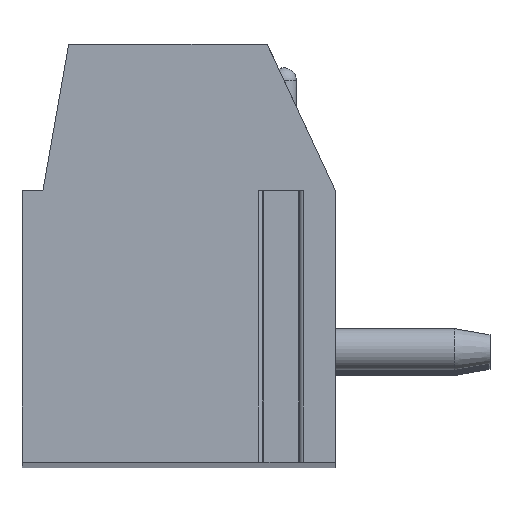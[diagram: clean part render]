
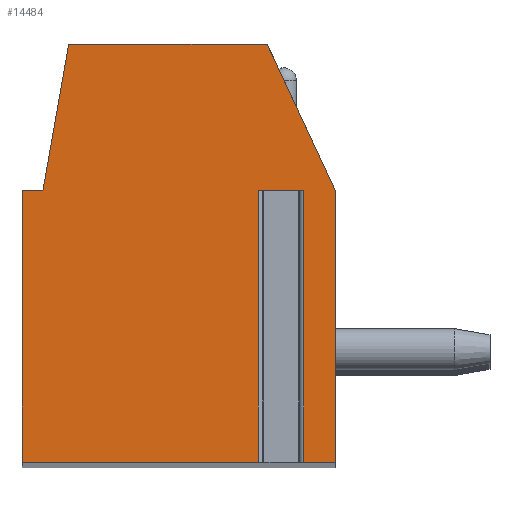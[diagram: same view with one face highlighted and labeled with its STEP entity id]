
A CAD part, top view. The second image highlights one B-rep face of the part: STEP entity #14484.
In plain terms, the highlighted planar face has unit normal (0, 0, 1).
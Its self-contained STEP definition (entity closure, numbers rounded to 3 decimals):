
#13=DIRECTION('',(-1.,0.,0.));
#14=VECTOR('',#13,1.097);
#15=CARTESIAN_POINT('',(2.998,1.5,73.66));
#16=LINE('',#15,#14);
#17=DIRECTION('',(0.,-1.,0.));
#18=VECTOR('',#17,6.5);
#19=CARTESIAN_POINT('',(1.902,1.5,73.66));
#20=LINE('',#19,#18);
#21=DIRECTION('',(1.,0.,0.));
#22=VECTOR('',#21,5.652);
#23=CARTESIAN_POINT('',(-3.75,-5.,73.66));
#24=LINE('',#23,#22);
#25=DIRECTION('',(0.,-1.,0.));
#26=VECTOR('',#25,6.5);
#27=CARTESIAN_POINT('',(-3.75,1.5,73.66));
#28=LINE('',#27,#26);
#29=DIRECTION('',(-1.,0.,0.));
#30=VECTOR('',#29,0.5);
#31=CARTESIAN_POINT('',(-3.25,1.5,73.66));
#32=LINE('',#31,#30);
#33=DIRECTION('',(-0.174,-0.985,0.));
#34=VECTOR('',#33,3.554);
#35=CARTESIAN_POINT('',(-2.633,5.,73.66));
#36=LINE('',#35,#34);
#37=DIRECTION('',(-1.,0.,0.));
#38=VECTOR('',#37,4.751);
#39=CARTESIAN_POINT('',(2.118,5.,73.66));
#40=LINE('',#39,#38);
#41=DIRECTION('',(-0.423,0.906,0.));
#42=VECTOR('',#41,3.862);
#43=CARTESIAN_POINT('',(3.75,1.5,73.66));
#44=LINE('',#43,#42);
#45=DIRECTION('',(0.,1.,0.));
#46=VECTOR('',#45,6.5);
#47=CARTESIAN_POINT('',(3.75,-5.,73.66));
#48=LINE('',#47,#46);
#49=DIRECTION('',(1.,0.,0.));
#50=VECTOR('',#49,0.752);
#51=CARTESIAN_POINT('',(2.998,-5.,73.66));
#52=LINE('',#51,#50);
#53=DIRECTION('',(0.,-1.,0.));
#54=VECTOR('',#53,6.5);
#55=CARTESIAN_POINT('',(2.998,1.5,73.66));
#56=LINE('',#55,#54);
#11485=CARTESIAN_POINT('',(-2.633,5.,73.66));
#11486=CARTESIAN_POINT('',(-3.25,1.5,73.66));
#11487=VERTEX_POINT('',#11485);
#11488=VERTEX_POINT('',#11486);
#11489=CARTESIAN_POINT('',(-3.75,1.5,73.66));
#11490=VERTEX_POINT('',#11489);
#11491=CARTESIAN_POINT('',(-3.75,-5.,73.66));
#11492=VERTEX_POINT('',#11491);
#11493=CARTESIAN_POINT('',(3.75,-5.,73.66));
#11494=CARTESIAN_POINT('',(3.75,1.5,73.66));
#11495=VERTEX_POINT('',#11493);
#11496=VERTEX_POINT('',#11494);
#11497=CARTESIAN_POINT('',(2.118,5.,73.66));
#11498=VERTEX_POINT('',#11497);
#11557=CARTESIAN_POINT('',(2.998,1.5,73.66));
#11558=CARTESIAN_POINT('',(1.902,1.5,73.66));
#11559=VERTEX_POINT('',#11557);
#11560=VERTEX_POINT('',#11558);
#11561=CARTESIAN_POINT('',(1.902,-5.,73.66));
#11562=VERTEX_POINT('',#11561);
#11563=CARTESIAN_POINT('',(2.998,-5.,73.66));
#11564=VERTEX_POINT('',#11563);
#14455=CARTESIAN_POINT('',(0.,0.,73.66));
#14456=DIRECTION('',(0.,0.,1.));
#14457=DIRECTION('',(1.,0.,0.));
#14458=AXIS2_PLACEMENT_3D('',#14455,#14456,#14457);
#14459=PLANE('',#14458);
#14461=ORIENTED_EDGE('',*,*,#14460,.T.);
#14463=ORIENTED_EDGE('',*,*,#14462,.T.);
#14465=ORIENTED_EDGE('',*,*,#14464,.F.);
#14467=ORIENTED_EDGE('',*,*,#14466,.F.);
#14469=ORIENTED_EDGE('',*,*,#14468,.F.);
#14471=ORIENTED_EDGE('',*,*,#14470,.F.);
#14473=ORIENTED_EDGE('',*,*,#14472,.F.);
#14475=ORIENTED_EDGE('',*,*,#14474,.F.);
#14477=ORIENTED_EDGE('',*,*,#14476,.F.);
#14479=ORIENTED_EDGE('',*,*,#14478,.F.);
#14481=ORIENTED_EDGE('',*,*,#14480,.F.);
#14482=EDGE_LOOP('',(#14461,#14463,#14465,#14467,#14469,#14471,#14473,#14475,
#14477,#14479,#14481));
#14483=FACE_OUTER_BOUND('',#14482,.F.);
#14460=EDGE_CURVE('',#11559,#11560,#16,.T.);
#14462=EDGE_CURVE('',#11560,#11562,#20,.T.);
#14464=EDGE_CURVE('',#11492,#11562,#24,.T.);
#14466=EDGE_CURVE('',#11490,#11492,#28,.T.);
#14468=EDGE_CURVE('',#11488,#11490,#32,.T.);
#14470=EDGE_CURVE('',#11487,#11488,#36,.T.);
#14472=EDGE_CURVE('',#11498,#11487,#40,.T.);
#14474=EDGE_CURVE('',#11496,#11498,#44,.T.);
#14476=EDGE_CURVE('',#11495,#11496,#48,.T.);
#14478=EDGE_CURVE('',#11564,#11495,#52,.T.);
#14480=EDGE_CURVE('',#11559,#11564,#56,.T.);
#14484=ADVANCED_FACE('',(#14483),#14459,.T.);
